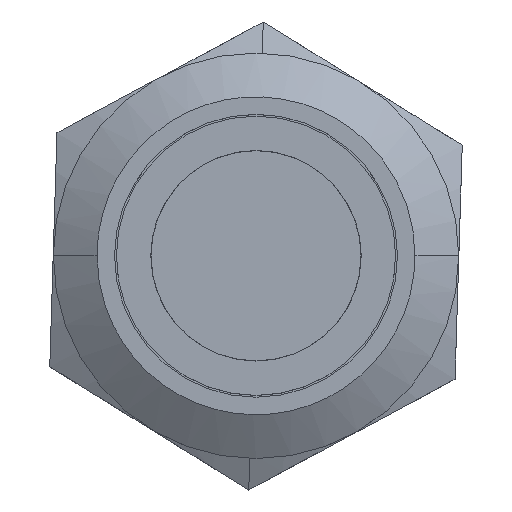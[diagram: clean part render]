
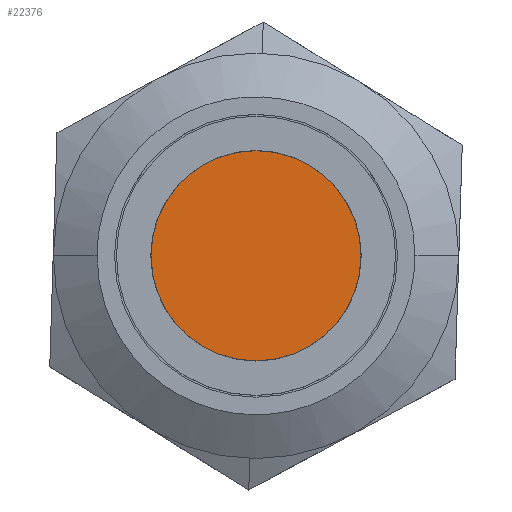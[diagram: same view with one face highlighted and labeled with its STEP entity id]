
A CAD part, top view. The second image highlights one B-rep face of the part: STEP entity #22376.
In plain terms, the highlighted planar face has unit normal (0, 0, 1).
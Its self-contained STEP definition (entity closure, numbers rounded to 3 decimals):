
#4847 = EDGE_CURVE ( 'NONE', #28418, #17700, #37246, .T. ) ;
#7055 = DIRECTION ( 'NONE',  ( 1., 0., 0. ) ) ;
#8350 = CIRCLE ( 'NONE', #40464, 5.7 ) ;
#10648 = CARTESIAN_POINT ( 'NONE',  ( -5.7, 0., 20. ) ) ;
#12095 = EDGE_CURVE ( 'NONE', #17700, #28418, #8350, .T. ) ;
#13486 = DIRECTION ( 'NONE',  ( 1., 0., 0. ) ) ;
#14481 = CARTESIAN_POINT ( 'NONE',  ( 0., 0., 20. ) ) ;
#16272 = ORIENTED_EDGE ( 'NONE', *, *, #12095, .T. ) ;
#16899 = ORIENTED_EDGE ( 'NONE', *, *, #4847, .T. ) ;
#17404 = EDGE_LOOP ( 'NONE', ( #16272, #16899 ) ) ;
#17700 = VERTEX_POINT ( 'NONE', #40823 ) ;
#22376 = ADVANCED_FACE ( 'NONE', ( #47277 ), #39888, .T. ) ;
#25228 = DIRECTION ( 'NONE',  ( 1., 0., 0. ) ) ;
#27895 = CARTESIAN_POINT ( 'NONE',  ( 0., 0., 20. ) ) ;
#28381 = DIRECTION ( 'NONE',  ( 0., 0., 1. ) ) ;
#28418 = VERTEX_POINT ( 'NONE', #10648 ) ;
#32932 = DIRECTION ( 'NONE',  ( 0., 0., 1. ) ) ;
#37246 = CIRCLE ( 'NONE', #43326, 5.7 ) ;
#39633 = CARTESIAN_POINT ( 'NONE',  ( 0., 0., 20. ) ) ;
#39888 = PLANE ( 'NONE',  #46780 ) ;
#40464 = AXIS2_PLACEMENT_3D ( 'NONE', #27895, #46035, #13486 ) ;
#40823 = CARTESIAN_POINT ( 'NONE',  ( 5.7, 0., 20. ) ) ;
#43326 = AXIS2_PLACEMENT_3D ( 'NONE', #39633, #28381, #25228 ) ;
#46035 = DIRECTION ( 'NONE',  ( 0., 0., 1. ) ) ;
#46780 = AXIS2_PLACEMENT_3D ( 'NONE', #14481, #32932, #7055 ) ;
#47277 = FACE_OUTER_BOUND ( 'NONE', #17404, .T. ) ;
